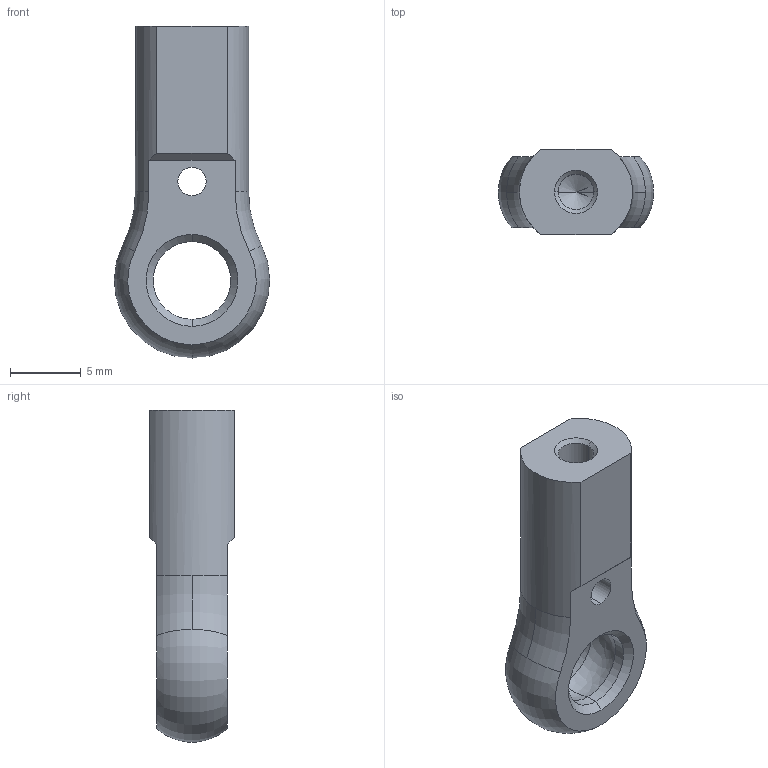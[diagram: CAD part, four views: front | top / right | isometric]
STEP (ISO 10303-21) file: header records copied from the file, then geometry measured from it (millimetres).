
FILE_DESCRIPTION (( 'STEP AP203' ), '1' );
FILE_NAME ('balljoint-housing.step', '2015-02-17T13:13:34', ( 'Cesar' ), ( '' ), 'SwSTEP 2.0', 'SolidWorks 2013', '' );
FILE_SCHEMA (( 'CONFIG_CONTROL_DESIGN' ));
Length unit declared in the file: millimetre
Products named in the file (1): balljoint-housing
Bounding box: 11 x 6 x 23.49 mm (x, y, z)
Volume: 801.3 mm3; surface area: 738.7 mm2
Topology: 1 solids, 1 shells, 34 faces, 88 edges, 53 vertices
Faces by surface type: cylinder 11, cone 8, plane 7, torus 6, sphere 2
Entity records: 1080 total; most frequent: DIRECTION 193, CARTESIAN_POINT 178, ORIENTED_EDGE 162, AXIS2_PLACEMENT_3D 81, EDGE_CURVE 81, VERTEX_POINT 50, CIRCLE 46, EDGE_LOOP 39
